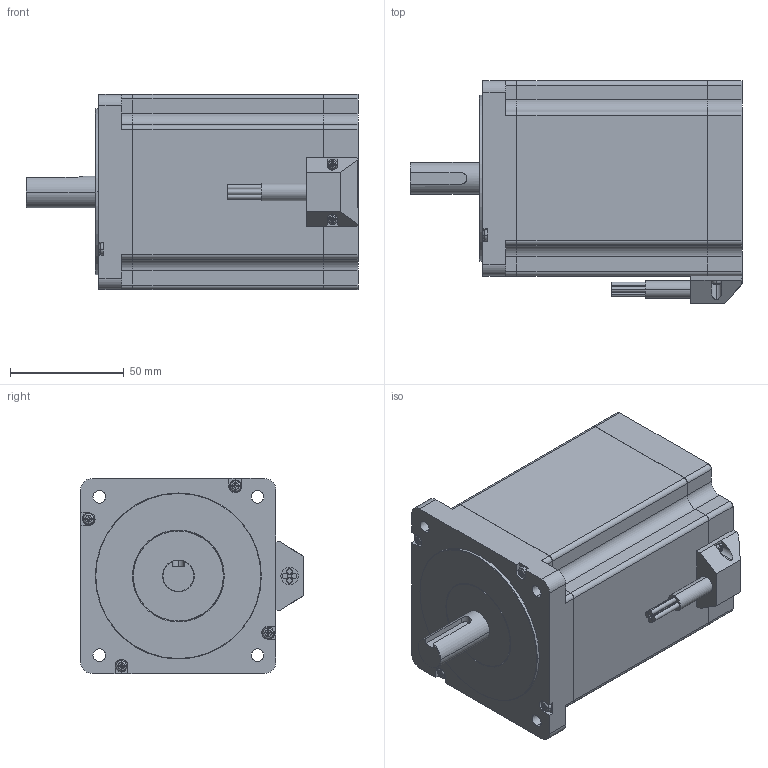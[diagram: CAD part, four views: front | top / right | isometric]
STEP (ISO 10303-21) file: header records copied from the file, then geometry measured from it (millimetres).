
FILE_DESCRIPTION (( 'STEP AP203' ), '1' );
FILE_NAME ('C-86STM03_203.STEP', '2021-09-22T07:54:35', ( '' ), ( '' ), 'SwSTEP 2.0', 'SolidWorks 2014', '' );
FILE_SCHEMA (( 'CONFIG_CONTROL_DESIGN' ));
Length unit declared in the file: millimetre
Products named in the file (1): C-86STM03_203
Bounding box: 146 x 97.8 x 85.8 mm (x, y, z)
Volume: 782414.9 mm3; surface area: 56591.3 mm2
Topology: 1 solids, 1 shells, 547 faces, 1515 edges, 990 vertices
Faces by surface type: plane 234, cylinder 132, cone 97, torus 84
Entity records: 18667 total; most frequent: CARTESIAN_POINT 4794, ORIENTED_EDGE 3030, DIRECTION 2789, EDGE_CURVE 1515, AXIS2_PLACEMENT_3D 1081, VERTEX_POINT 990, VECTOR 627, LINE 627
